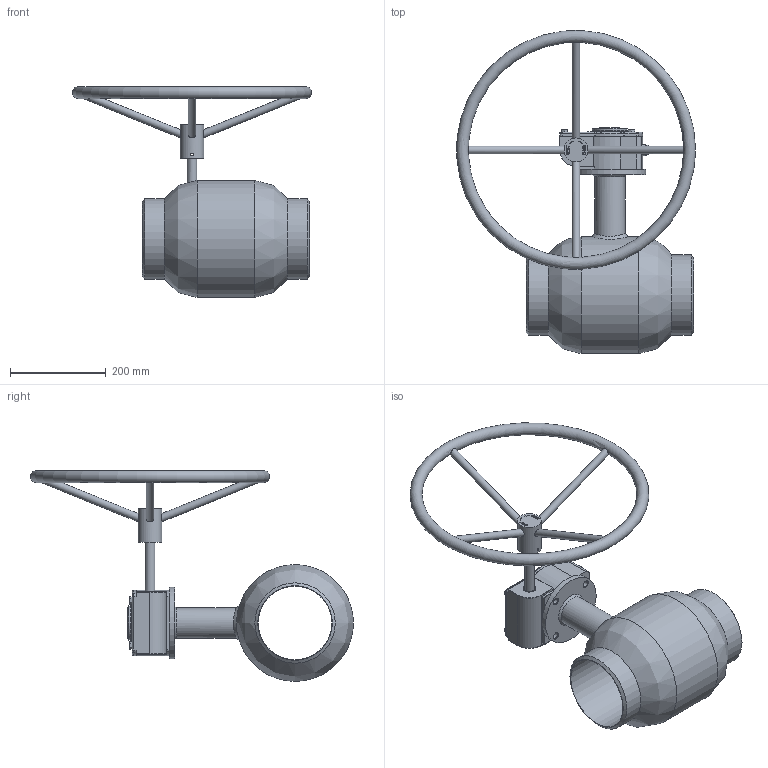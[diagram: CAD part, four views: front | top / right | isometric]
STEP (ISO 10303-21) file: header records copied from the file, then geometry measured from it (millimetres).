
FILE_DESCRIPTION((''),'2;1');
FILE_NAME('AT3594V-150.stp','2017-03-06T08:22:58',('Przemo'),(''),'Autodesk Inventor 2012','Autodesk Inventor 2012','');
FILE_SCHEMA(('AUTOMOTIVE_DESIGN { 1 0 10303 214 1 1 1 1 }'));
Length unit declared in the file: millimetre
Products named in the file (4): AT3594V-150; AT3594-150; AB550N LH; SG500-15
Assembly tree (3 placements, depth 2):
  AT3594V-150
    AT3594-150
    AB550N LH
    SG500-15
Bounding box: 499.95 x 675.73 x 441.25 mm (x, y, z)
Volume: 8934929.6 mm3; surface area: 999573.3 mm2
Topology: 3 solids, 30 shells, 1705 faces, 4435 edges, 2771 vertices
Faces by surface type: plane 669, cylinder 428, cone 240, torus 203, bspline 147, sphere 18
Full cylindrical faces by diameter (mm): 3.242 x4, 4 x2, 4.5 x2, 5 x2, 5.6 x3, 6 x1, 6.647 x8, 7.6 x2, 8 x6, 8.376 x4, 9 x4, 10.106 x4, 13 x4, 15 x1, 16 x5, 20 x1, 22 x2, 23.75 x2, 24 x3, 26 x1, 50 x1, 57.15 x2, 59 x2, 60 x4, 64 x2, 68 x1, 73 x1, 85 x1, 150 x1, 154.1 x1
Entity records: 69263 total; most frequent: CARTESIAN_POINT 28432, ORIENTED_EDGE 8276, DIRECTION 7957, EDGE_CURVE 4138, AXIS2_PLACEMENT_3D 3143, VERTEX_POINT 2668, EDGE_LOOP 1950, FACE_OUTER_BOUND 1704
